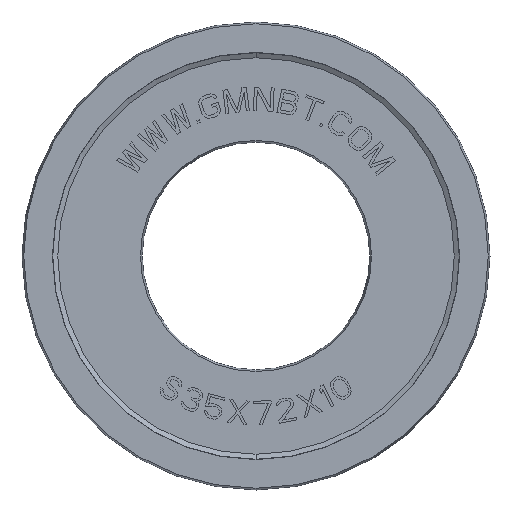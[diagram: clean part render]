
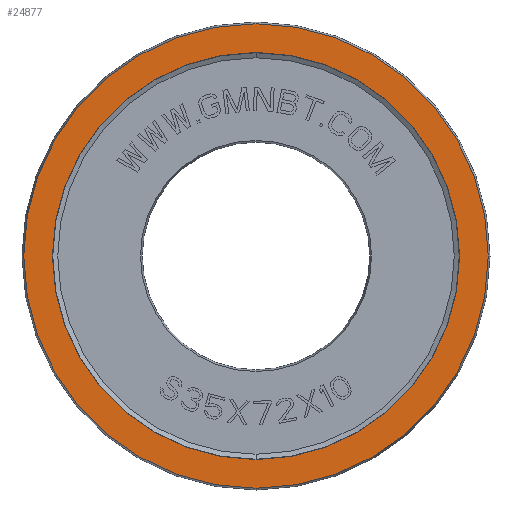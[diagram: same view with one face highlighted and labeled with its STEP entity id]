
A CAD part, front view. The second image highlights one B-rep face of the part: STEP entity #24877.
In plain terms, the highlighted planar face has unit normal (0, -1, 0).
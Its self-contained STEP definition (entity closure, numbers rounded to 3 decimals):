
#24150=CARTESIAN_POINT('',(0.,-5.,0.));
#24151=DIRECTION('',(0.,1.,0.));
#24152=DIRECTION('',(0.,0.,-1.));
#24153=AXIS2_PLACEMENT_3D('',#24150,#24151,#24152);
#24158=CARTESIAN_POINT('',(0.,-5.,0.));
#24159=DIRECTION('',(0.,-1.,0.));
#24160=DIRECTION('',(0.,0.,-1.));
#24161=AXIS2_PLACEMENT_3D('',#24158,#24159,#24160);
#24173=CARTESIAN_POINT('',(0.,-5.,0.));
#24174=DIRECTION('',(0.,-1.,0.));
#24175=DIRECTION('',(0.,0.,-1.));
#24176=AXIS2_PLACEMENT_3D('',#24173,#24174,#24175);
#24188=CARTESIAN_POINT('',(0.,-5.,0.));
#24189=DIRECTION('',(0.,1.,0.));
#24190=DIRECTION('',(0.,0.,-1.));
#24191=AXIS2_PLACEMENT_3D('',#24188,#24189,#24190);
#24554=CARTESIAN_POINT('',(0.,-5.,-31.316));
#24555=VERTEX_POINT('',#24554);
#24556=CARTESIAN_POINT('',(0.,-5.,-35.732));
#24558=VERTEX_POINT('',#24556);
#24598=CARTESIAN_POINT('',(0.,-5.,31.316));
#24599=VERTEX_POINT('',#24598);
#24600=CARTESIAN_POINT('',(0.,-5.,35.732));
#24602=VERTEX_POINT('',#24600);
#24862=CARTESIAN_POINT('',(0.,-5.,0.));
#24863=DIRECTION('',(0.,1.,0.));
#24864=DIRECTION('',(0.,0.,-1.));
#24865=AXIS2_PLACEMENT_3D('',#24862,#24863,#24864);
#24866=PLANE('',#24865);
#24868=ORIENTED_EDGE('',*,*,#24867,.F.);
#24870=ORIENTED_EDGE('',*,*,#24869,.T.);
#24871=EDGE_LOOP('',(#24868,#24870));
#24872=FACE_OUTER_BOUND('',#24871,.F.);
#24873=ORIENTED_EDGE('',*,*,#24855,.F.);
#24874=ORIENTED_EDGE('',*,*,#24844,.T.);
#24875=EDGE_LOOP('',(#24873,#24874));
#24876=FACE_BOUND('',#24875,.F.);
#24154=CIRCLE('',#24153,31.316);
#24162=CIRCLE('',#24161,31.316);
#24177=CIRCLE('',#24176,35.732);
#24192=CIRCLE('',#24191,35.732);
#24844=EDGE_CURVE('',#24555,#24599,#24162,.T.);
#24855=EDGE_CURVE('',#24555,#24599,#24154,.T.);
#24867=EDGE_CURVE('',#24558,#24602,#24177,.T.);
#24869=EDGE_CURVE('',#24558,#24602,#24192,.T.);
#24877=ADVANCED_FACE('',(#24872,#24876),#24866,.F.);
